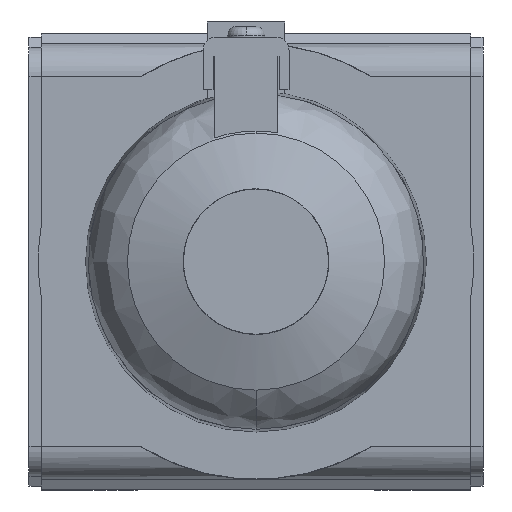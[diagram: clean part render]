
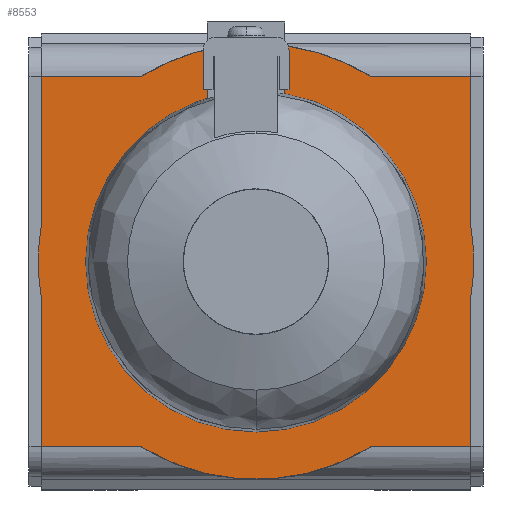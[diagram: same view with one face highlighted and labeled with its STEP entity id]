
A CAD part, front view. The second image highlights one B-rep face of the part: STEP entity #8553.
In plain terms, the highlighted planar face has unit normal (0, -1, 0).
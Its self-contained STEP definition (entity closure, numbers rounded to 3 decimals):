
#9 = CIRCLE ( 'NONE', #22566, 33. ) ;
#293 = CIRCLE ( 'NONE', #4034, 33. ) ;
#504 = LINE ( 'NONE', #18595, #1359 ) ;
#542 = VERTEX_POINT ( 'NONE', #10716 ) ;
#620 = DIRECTION ( 'NONE',  ( -1., 0., 0. ) ) ;
#652 = ORIENTED_EDGE ( 'NONE', *, *, #1691, .F. ) ;
#718 = EDGE_CURVE ( 'NONE', #11007, #22876, #8569, .T. ) ;
#852 = DIRECTION ( 'NONE',  ( 0., 1., 0. ) ) ;
#1088 = DIRECTION ( 'NONE',  ( 0., 0., 1. ) ) ;
#1216 = EDGE_CURVE ( 'NONE', #4460, #4260, #6027, .T. ) ;
#1306 = CIRCLE ( 'NONE', #8798, 33. ) ;
#1338 = CARTESIAN_POINT ( 'NONE',  ( -32.5, 0., 28. ) ) ;
#1359 = VECTOR ( 'NONE', #4360, 1000. ) ;
#1537 = EDGE_CURVE ( 'NONE', #17606, #5070, #7677, .T. ) ;
#1691 = EDGE_CURVE ( 'NONE', #5699, #4460, #2594, .T. ) ;
#2011 = VERTEX_POINT ( 'NONE', #21166 ) ;
#2077 = CARTESIAN_POINT ( 'NONE',  ( 32.5, 0., 28. ) ) ;
#2487 = CARTESIAN_POINT ( 'NONE',  ( 32.5, 0., -28. ) ) ;
#2594 = LINE ( 'NONE', #13028, #13213 ) ;
#2720 = EDGE_CURVE ( 'NONE', #5070, #21662, #504, .T. ) ;
#2816 = EDGE_CURVE ( 'NONE', #542, #18792, #16809, .T. ) ;
#2837 = VERTEX_POINT ( 'NONE', #8169 ) ;
#2945 = ORIENTED_EDGE ( 'NONE', *, *, #18524, .F. ) ;
#2974 = DIRECTION ( 'NONE',  ( 1., 0., 0. ) ) ;
#3709 = ORIENTED_EDGE ( 'NONE', *, *, #2720, .F. ) ;
#3843 = CARTESIAN_POINT ( 'NONE',  ( -32.5, 0., -28. ) ) ;
#4034 = AXIS2_PLACEMENT_3D ( 'NONE', #7695, #6204, #5977 ) ;
#4108 = VECTOR ( 'NONE', #20215, 1000. ) ;
#4260 = VERTEX_POINT ( 'NONE', #20883 ) ;
#4360 = DIRECTION ( 'NONE',  ( 1., 0., 0. ) ) ;
#4373 = VECTOR ( 'NONE', #2974, 1000. ) ;
#4460 = VERTEX_POINT ( 'NONE', #8495 ) ;
#4970 = AXIS2_PLACEMENT_3D ( 'NONE', #2077, #10717, #19910 ) ;
#5070 = VERTEX_POINT ( 'NONE', #10763 ) ;
#5699 = VERTEX_POINT ( 'NONE', #22289 ) ;
#5914 = CARTESIAN_POINT ( 'NONE',  ( 32.5, 0., -28. ) ) ;
#5977 = DIRECTION ( 'NONE',  ( 0., 0., 1. ) ) ;
#6027 = LINE ( 'NONE', #5914, #10201 ) ;
#6204 = DIRECTION ( 'NONE',  ( 0., 1., 0. ) ) ;
#6628 = DIRECTION ( 'NONE',  ( 0., 0., 1. ) ) ;
#6803 = FACE_OUTER_BOUND ( 'NONE', #9295, .T. ) ;
#6931 = CARTESIAN_POINT ( 'NONE',  ( 0., 0., 0. ) ) ;
#7489 = ORIENTED_EDGE ( 'NONE', *, *, #11987, .F. ) ;
#7541 = DIRECTION ( 'NONE',  ( 0., 0., -1. ) ) ;
#7677 = LINE ( 'NONE', #1338, #22567 ) ;
#7695 = CARTESIAN_POINT ( 'NONE',  ( 0., 0., 0. ) ) ;
#8169 = CARTESIAN_POINT ( 'NONE',  ( -17.464, 0., -28. ) ) ;
#8193 = AXIS2_PLACEMENT_3D ( 'NONE', #17077, #11726, #9948 ) ;
#8495 = CARTESIAN_POINT ( 'NONE',  ( 32.5, 0., -28. ) ) ;
#8553 = ADVANCED_FACE ( 'NONE', ( #6803 ), #15912, .F. ) ;
#8569 = LINE ( 'NONE', #18699, #4108 ) ;
#8780 = DIRECTION ( 'NONE',  ( 0., 0., 1. ) ) ;
#8798 = AXIS2_PLACEMENT_3D ( 'NONE', #6931, #19364, #21207 ) ;
#8911 = EDGE_CURVE ( 'NONE', #18792, #11007, #17236, .T. ) ;
#8940 = CARTESIAN_POINT ( 'NONE',  ( -17.464, 0., 28. ) ) ;
#9295 = EDGE_LOOP ( 'NONE', ( #20875, #3709, #17494, #22441, #2945, #7489, #11925, #18086, #652, #13818, #14504, #19010, #15005 ) ) ;
#9379 = CARTESIAN_POINT ( 'NONE',  ( 0., 0., 0. ) ) ;
#9948 = DIRECTION ( 'NONE',  ( 0., 0., 1. ) ) ;
#10201 = VECTOR ( 'NONE', #620, 1000. ) ;
#10716 = CARTESIAN_POINT ( 'NONE',  ( 0., 0., 33. ) ) ;
#10717 = DIRECTION ( 'NONE',  ( 0., 1., 0. ) ) ;
#10763 = CARTESIAN_POINT ( 'NONE',  ( -32.5, 0., 28. ) ) ;
#10924 = DIRECTION ( 'NONE',  ( 0., 1., 0. ) ) ;
#11007 = VERTEX_POINT ( 'NONE', #20005 ) ;
#11027 = VECTOR ( 'NONE', #16832, 1000. ) ;
#11223 = CARTESIAN_POINT ( 'NONE',  ( 17.464, 0., 28. ) ) ;
#11472 = AXIS2_PLACEMENT_3D ( 'NONE', #9379, #10924, #21970 ) ;
#11629 = CARTESIAN_POINT ( 'NONE',  ( 0., 0., 0. ) ) ;
#11671 = EDGE_CURVE ( 'NONE', #4260, #2837, #1306, .T. ) ;
#11726 = DIRECTION ( 'NONE',  ( 0., 1., 0. ) ) ;
#11867 = CARTESIAN_POINT ( 'NONE',  ( 32.5, 0., 28. ) ) ;
#11925 = ORIENTED_EDGE ( 'NONE', *, *, #11671, .F. ) ;
#11987 = EDGE_CURVE ( 'NONE', #2837, #19462, #17772, .T. ) ;
#13028 = CARTESIAN_POINT ( 'NONE',  ( 32.5, 0., 28. ) ) ;
#13213 = VECTOR ( 'NONE', #7541, 1000. ) ;
#13278 = EDGE_CURVE ( 'NONE', #2011, #17606, #9, .T. ) ;
#13818 = ORIENTED_EDGE ( 'NONE', *, *, #21875, .F. ) ;
#14504 = ORIENTED_EDGE ( 'NONE', *, *, #718, .F. ) ;
#15005 = ORIENTED_EDGE ( 'NONE', *, *, #2816, .F. ) ;
#15912 = PLANE ( 'NONE',  #4970 ) ;
#16809 = CIRCLE ( 'NONE', #8193, 33. ) ;
#16832 = DIRECTION ( 'NONE',  ( -1., 0., 0. ) ) ;
#17077 = CARTESIAN_POINT ( 'NONE',  ( 0., 0., 0. ) ) ;
#17236 = LINE ( 'NONE', #11867, #4373 ) ;
#17379 = LINE ( 'NONE', #22480, #21945 ) ;
#17494 = ORIENTED_EDGE ( 'NONE', *, *, #1537, .F. ) ;
#17606 = VERTEX_POINT ( 'NONE', #20932 ) ;
#17772 = LINE ( 'NONE', #2487, #11027 ) ;
#18086 = ORIENTED_EDGE ( 'NONE', *, *, #1216, .F. ) ;
#18524 = EDGE_CURVE ( 'NONE', #19462, #2011, #17379, .T. ) ;
#18595 = CARTESIAN_POINT ( 'NONE',  ( 32.5, 0., 28. ) ) ;
#18699 = CARTESIAN_POINT ( 'NONE',  ( 32.5, 0., 28. ) ) ;
#18792 = VERTEX_POINT ( 'NONE', #11223 ) ;
#19010 = ORIENTED_EDGE ( 'NONE', *, *, #8911, .F. ) ;
#19364 = DIRECTION ( 'NONE',  ( 0., 1., 0. ) ) ;
#19462 = VERTEX_POINT ( 'NONE', #3843 ) ;
#19910 = DIRECTION ( 'NONE',  ( 0., 0., 1. ) ) ;
#20005 = CARTESIAN_POINT ( 'NONE',  ( 32.5, 0., 28. ) ) ;
#20215 = DIRECTION ( 'NONE',  ( 0., 0., -1. ) ) ;
#20571 = CIRCLE ( 'NONE', #11472, 33. ) ;
#20875 = ORIENTED_EDGE ( 'NONE', *, *, #22134, .F. ) ;
#20883 = CARTESIAN_POINT ( 'NONE',  ( 17.464, 0., -28. ) ) ;
#20932 = CARTESIAN_POINT ( 'NONE',  ( -32.5, 0., 5.723 ) ) ;
#21166 = CARTESIAN_POINT ( 'NONE',  ( -32.5, 0., -5.723 ) ) ;
#21207 = DIRECTION ( 'NONE',  ( 0., 0., 1. ) ) ;
#21662 = VERTEX_POINT ( 'NONE', #8940 ) ;
#21875 = EDGE_CURVE ( 'NONE', #22876, #5699, #293, .T. ) ;
#21945 = VECTOR ( 'NONE', #6628, 1000. ) ;
#21970 = DIRECTION ( 'NONE',  ( 0., 0., 1. ) ) ;
#22134 = EDGE_CURVE ( 'NONE', #21662, #542, #20571, .T. ) ;
#22289 = CARTESIAN_POINT ( 'NONE',  ( 32.5, 0., -5.723 ) ) ;
#22441 = ORIENTED_EDGE ( 'NONE', *, *, #13278, .F. ) ;
#22480 = CARTESIAN_POINT ( 'NONE',  ( -32.5, 0., 28. ) ) ;
#22566 = AXIS2_PLACEMENT_3D ( 'NONE', #11629, #852, #1088 ) ;
#22567 = VECTOR ( 'NONE', #8780, 1000. ) ;
#22876 = VERTEX_POINT ( 'NONE', #23259 ) ;
#23259 = CARTESIAN_POINT ( 'NONE',  ( 32.5, 0., 5.723 ) ) ;
